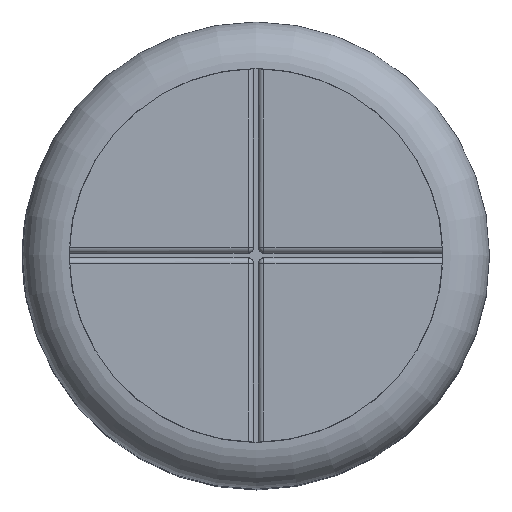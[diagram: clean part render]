
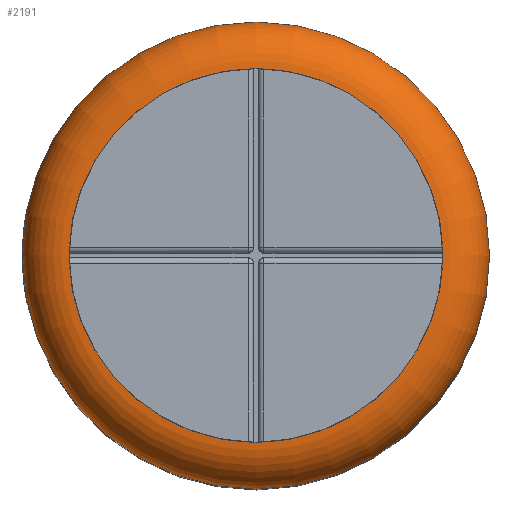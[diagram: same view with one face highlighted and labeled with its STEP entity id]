
A CAD part, top view. The second image highlights one B-rep face of the part: STEP entity #2191.
In plain terms, the highlighted toroidal (fillet/blend) face has major radius 12 mm and minor radius 3 mm.
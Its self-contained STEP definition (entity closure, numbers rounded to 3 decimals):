
#21=TOROIDAL_SURFACE('',#2398,12.,3.);
#147=CIRCLE('',#2327,12.);
#175=CIRCLE('',#2389,15.);
#180=CIRCLE('',#2399,3.);
#350=FACE_OUTER_BOUND('',#473,.T.);
#473=EDGE_LOOP('',(#2001,#2002,#2003,#2004));
#987=VERTEX_POINT('',#3467);
#1058=VERTEX_POINT('',#4020);
#1263=EDGE_CURVE('',#987,#987,#147,.T.);
#1365=EDGE_CURVE('',#1058,#1058,#175,.T.);
#1374=EDGE_CURVE('',#987,#1058,#180,.T.);
#2001=ORIENTED_EDGE('',*,*,#1263,.T.);
#2002=ORIENTED_EDGE('',*,*,#1374,.T.);
#2003=ORIENTED_EDGE('',*,*,#1365,.T.);
#2004=ORIENTED_EDGE('',*,*,#1374,.F.);
#2191=ADVANCED_FACE('',(#350),#21,.T.);
#2327=AXIS2_PLACEMENT_3D('',#3468,#2798,#2799);
#2389=AXIS2_PLACEMENT_3D('',#4021,#2956,#2957);
#2398=AXIS2_PLACEMENT_3D('',#4035,#2978,#2979);
#2399=AXIS2_PLACEMENT_3D('',#4036,#2980,#2981);
#2798=DIRECTION('center_axis',(0.,0.,-1.));
#2799=DIRECTION('ref_axis',(1.,0.,0.));
#2956=DIRECTION('center_axis',(0.,0.,1.));
#2957=DIRECTION('ref_axis',(1.,0.,0.));
#2978=DIRECTION('center_axis',(0.,0.,1.));
#2979=DIRECTION('ref_axis',(1.,0.,0.));
#2980=DIRECTION('center_axis',(0.,-1.,0.));
#2981=DIRECTION('ref_axis',(-1.,0.,0.));
#3467=CARTESIAN_POINT('',(-12.,0.,40.));
#3468=CARTESIAN_POINT('Origin',(0.,0.,40.));
#4020=CARTESIAN_POINT('',(-15.,0.,37.));
#4021=CARTESIAN_POINT('Origin',(0.,0.,37.));
#4035=CARTESIAN_POINT('Origin',(0.,0.,37.));
#4036=CARTESIAN_POINT('Origin',(-12.,0.,37.));
